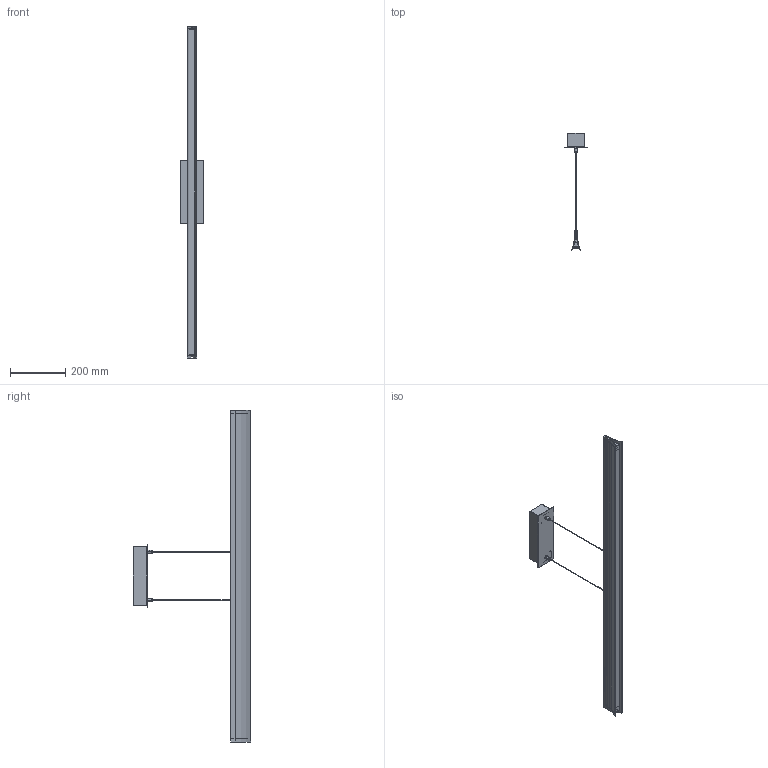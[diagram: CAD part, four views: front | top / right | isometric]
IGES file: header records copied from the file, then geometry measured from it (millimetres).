
Start section: SolidWorks IGES file using analytic representation for surfaces
Global section: file name: simplified.IGS; native system: SolidWorks 2016; preprocessor: SolidWorks 2016; author: rpena; date: 161121.181959; units: millimetre
Bounding box: 80 x 424 x 1200 mm (x, y, z)
Surface area: 840293.9 mm2 (no closed solid volume)
Topology: 0 solids, 0 shells, 689 faces, 5462 edges, 5462 vertices
Faces by surface type: bspline 591, revolution 98
